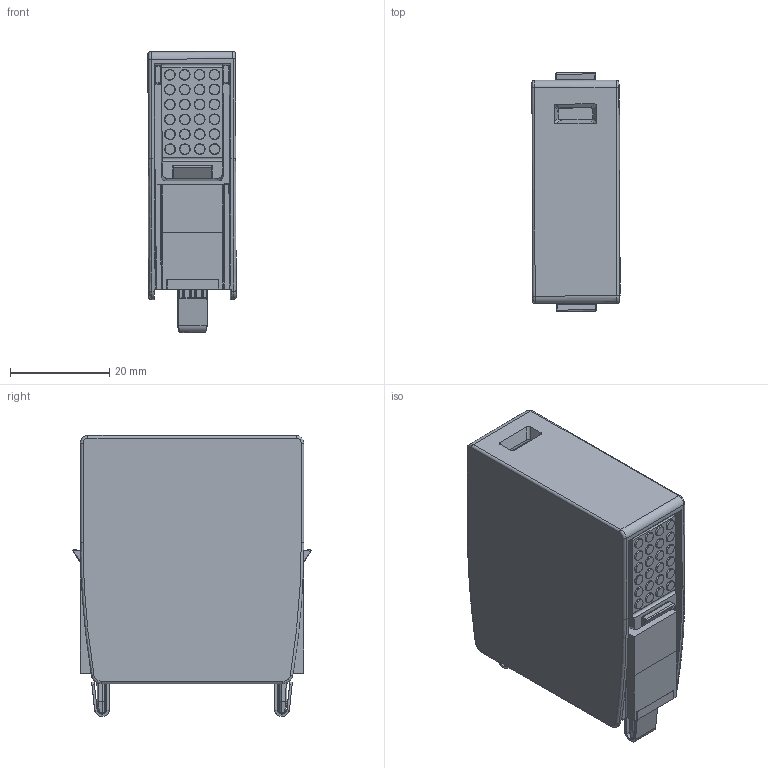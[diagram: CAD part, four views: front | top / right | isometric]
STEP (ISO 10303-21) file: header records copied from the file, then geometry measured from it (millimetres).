
FILE_DESCRIPTION(/* description */ (''),/* implementation_level */ '2;1');
FILE_NAME(/* name */ '901066_901067.sat.iam.stp',/* time_stamp */ '2021-09-24T10:29:13+02:00',/* author */ ('ENG41718'),/* organization */ (''),/* preprocessor_version */ 'ST-DEVELOPER v17.2',/* originating_system */ 'Autodesk Inventor 2019',/* authorisation */ '');
FILE_SCHEMA (('AUTOMOTIVE_DESIGN { 1 0 10303 214 3 1 1 }'));
Length unit declared in the file: millimetre
Products named in the file (2): 901066_901067.sat; 901066_901067
Assembly tree (1 placements, depth 2):
  901066_901067.sat
    901066_901067
Bounding box: 17.78 x 48.04 x 56.68 mm (x, y, z)
Volume: 36439.7 mm3; surface area: 11107.2 mm2
Topology: 1 solids, 1 shells, 842 faces, 2073 edges, 1261 vertices
Faces by surface type: plane 290, cylinder 289, bspline 161, cone 102
Entity records: 31142 total; most frequent: CARTESIAN_POINT 11989, ORIENTED_EDGE 4106, DIRECTION 3241, EDGE_CURVE 2053, VERTEX_POINT 1261, AXIS2_PLACEMENT_3D 1113, LINE 1015, VECTOR 1015
